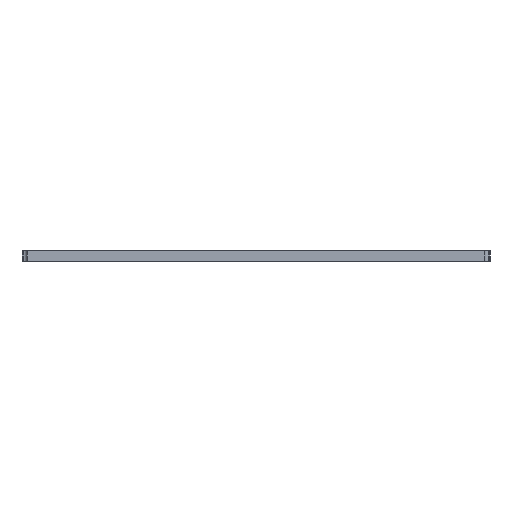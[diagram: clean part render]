
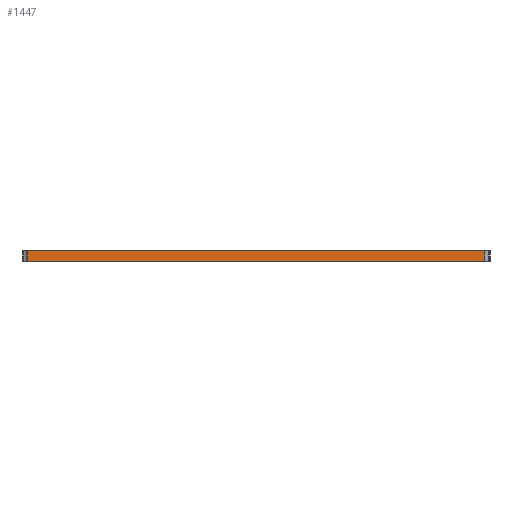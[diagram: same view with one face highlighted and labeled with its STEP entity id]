
A CAD part, front view. The second image highlights one B-rep face of the part: STEP entity #1447.
In plain terms, the highlighted planar face has unit normal (0, -1, 0).
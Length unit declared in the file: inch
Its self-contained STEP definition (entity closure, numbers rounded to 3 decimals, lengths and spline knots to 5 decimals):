
#12 = FACE_OUTER_BOUND ( 'NONE', #178, .T. ) ;
#79 = CARTESIAN_POINT ( 'NONE',  ( 13.25, -19., 0.3125 ) ) ;
#168 = CARTESIAN_POINT ( 'NONE',  ( 13.25, -19., 0.3125 ) ) ;
#171 = EDGE_CURVE ( 'NONE', #1485, #1162, #1309, .T. ) ;
#175 = DIRECTION ( 'NONE',  ( 0., 1., 0. ) ) ;
#178 = EDGE_LOOP ( 'NONE', ( #541, #2149, #464, #1949 ) ) ;
#275 = VECTOR ( 'NONE', #572, 39.37008 ) ;
#348 = LINE ( 'NONE', #168, #1155 ) ;
#391 = PLANE ( 'NONE',  #1838 ) ;
#464 = ORIENTED_EDGE ( 'NONE', *, *, #655, .F. ) ;
#541 = ORIENTED_EDGE ( 'NONE', *, *, #171, .T. ) ;
#544 = DIRECTION ( 'NONE',  ( -1., 0., 0. ) ) ;
#572 = DIRECTION ( 'NONE',  ( 0., 0., -1. ) ) ;
#589 = LINE ( 'NONE', #1268, #1556 ) ;
#655 = EDGE_CURVE ( 'NONE', #2178, #1561, #348, .T. ) ;
#765 = CARTESIAN_POINT ( 'NONE',  ( 13.25, -19., -0.3125 ) ) ;
#978 = CARTESIAN_POINT ( 'NONE',  ( 13.25, -19., -0.3125 ) ) ;
#1155 = VECTOR ( 'NONE', #1888, 39.37008 ) ;
#1162 = VERTEX_POINT ( 'NONE', #765 ) ;
#1244 = EDGE_CURVE ( 'NONE', #1561, #1162, #589, .T. ) ;
#1250 = CARTESIAN_POINT ( 'NONE',  ( 13.25, -19., 0.3125 ) ) ;
#1268 = CARTESIAN_POINT ( 'NONE',  ( 13.25, -19., 0.3125 ) ) ;
#1309 = LINE ( 'NONE', #978, #1685 ) ;
#1403 = EDGE_CURVE ( 'NONE', #2178, #1485, #2139, .T. ) ;
#1447 = ADVANCED_FACE ( 'NONE', ( #12 ), #391, .F. ) ;
#1485 = VERTEX_POINT ( 'NONE', #2043 ) ;
#1556 = VECTOR ( 'NONE', #1935, 39.37008 ) ;
#1561 = VERTEX_POINT ( 'NONE', #79 ) ;
#1685 = VECTOR ( 'NONE', #1809, 39.37008 ) ;
#1809 = DIRECTION ( 'NONE',  ( 1., 0., 0. ) ) ;
#1838 = AXIS2_PLACEMENT_3D ( 'NONE', #1250, #175, #544 ) ;
#1888 = DIRECTION ( 'NONE',  ( 1., 0., 0. ) ) ;
#1909 = CARTESIAN_POINT ( 'NONE',  ( -13.25, -19., 0.3125 ) ) ;
#1935 = DIRECTION ( 'NONE',  ( 0., 0., -1. ) ) ;
#1949 = ORIENTED_EDGE ( 'NONE', *, *, #1403, .T. ) ;
#2043 = CARTESIAN_POINT ( 'NONE',  ( -13.25, -19., -0.3125 ) ) ;
#2139 = LINE ( 'NONE', #1909, #275 ) ;
#2149 = ORIENTED_EDGE ( 'NONE', *, *, #1244, .F. ) ;
#2178 = VERTEX_POINT ( 'NONE', #2196 ) ;
#2196 = CARTESIAN_POINT ( 'NONE',  ( -13.25, -19., 0.3125 ) ) ;
